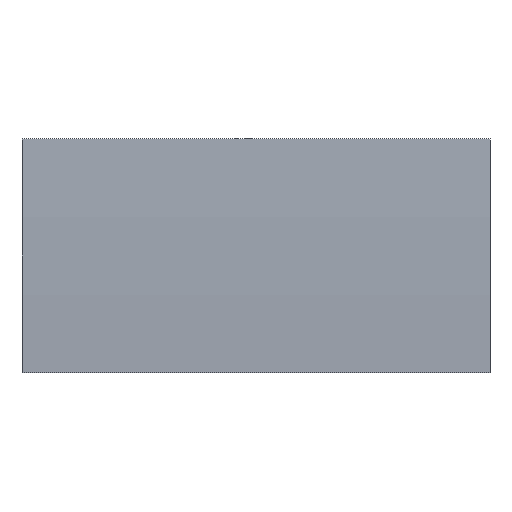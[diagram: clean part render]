
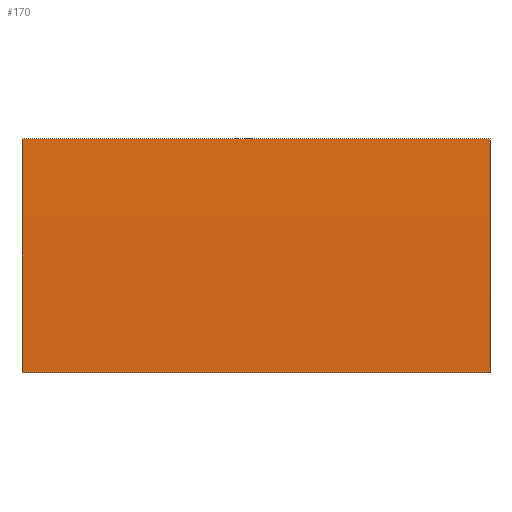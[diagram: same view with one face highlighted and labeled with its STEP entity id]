
A CAD part, left-side view. The second image highlights one B-rep face of the part: STEP entity #170.
In plain terms, the highlighted cylindrical face has radius 258.5 mm (diameter 517 mm), a partial arc.
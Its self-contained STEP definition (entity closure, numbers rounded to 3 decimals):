
#8 = CARTESIAN_POINT ( 'NONE',  ( 4.355, 40., 0. ) ) ;
#10 = VECTOR ( 'NONE', #166, 1000. ) ;
#19 = CARTESIAN_POINT ( 'NONE',  ( -253.951, 40., 10. ) ) ;
#23 = VERTEX_POINT ( 'NONE', #177 ) ;
#24 = LINE ( 'NONE', #83, #10 ) ;
#30 = CARTESIAN_POINT ( 'NONE',  ( -253.951, 40., -10. ) ) ;
#38 = EDGE_LOOP ( 'NONE', ( #100, #58, #151, #149 ) ) ;
#58 = ORIENTED_EDGE ( 'NONE', *, *, #191, .F. ) ;
#67 = DIRECTION ( 'NONE',  ( 0., -1., 0. ) ) ;
#69 = VERTEX_POINT ( 'NONE', #112 ) ;
#70 = VERTEX_POINT ( 'NONE', #19 ) ;
#75 = EDGE_CURVE ( 'NONE', #113, #69, #202, .T. ) ;
#77 = VECTOR ( 'NONE', #67, 1000. ) ;
#78 = EDGE_CURVE ( 'NONE', #23, #70, #143, .T. ) ;
#83 = CARTESIAN_POINT ( 'NONE',  ( -253.951, 40., 10. ) ) ;
#91 = FACE_OUTER_BOUND ( 'NONE', #38, .T. ) ;
#100 = ORIENTED_EDGE ( 'NONE', *, *, #75, .T. ) ;
#103 = DIRECTION ( 'NONE',  ( 0., 0., 1. ) ) ;
#108 = CYLINDRICAL_SURFACE ( 'NONE', #120, 258.5 ) ;
#112 = CARTESIAN_POINT ( 'NONE',  ( -253.951, 0., 10. ) ) ;
#113 = VERTEX_POINT ( 'NONE', #142 ) ;
#117 = DIRECTION ( 'NONE',  ( 0., -1., 0. ) ) ;
#120 = AXIS2_PLACEMENT_3D ( 'NONE', #188, #117, #137 ) ;
#122 = CARTESIAN_POINT ( 'NONE',  ( 4.355, 0., 0. ) ) ;
#131 = DIRECTION ( 'NONE',  ( 0., 1., 0. ) ) ;
#137 = DIRECTION ( 'NONE',  ( 0., 0., -1. ) ) ;
#138 = DIRECTION ( 'NONE',  ( 0., 1., 0. ) ) ;
#142 = CARTESIAN_POINT ( 'NONE',  ( -253.951, 0., -10. ) ) ;
#143 = CIRCLE ( 'NONE', #154, 258.5 ) ;
#149 = ORIENTED_EDGE ( 'NONE', *, *, #204, .T. ) ;
#150 = DIRECTION ( 'NONE',  ( 0., 0., 1. ) ) ;
#151 = ORIENTED_EDGE ( 'NONE', *, *, #78, .F. ) ;
#154 = AXIS2_PLACEMENT_3D ( 'NONE', #8, #131, #103 ) ;
#166 = DIRECTION ( 'NONE',  ( 0., -1., 0. ) ) ;
#170 = ADVANCED_FACE ( 'NONE', ( #91 ), #108, .T. ) ;
#177 = CARTESIAN_POINT ( 'NONE',  ( -253.951, 40., -10. ) ) ;
#188 = CARTESIAN_POINT ( 'NONE',  ( 4.355, 40., 0. ) ) ;
#191 = EDGE_CURVE ( 'NONE', #70, #69, #24, .T. ) ;
#193 = AXIS2_PLACEMENT_3D ( 'NONE', #122, #138, #150 ) ;
#195 = LINE ( 'NONE', #30, #77 ) ;
#202 = CIRCLE ( 'NONE', #193, 258.5 ) ;
#204 = EDGE_CURVE ( 'NONE', #23, #113, #195, .T. ) ;
